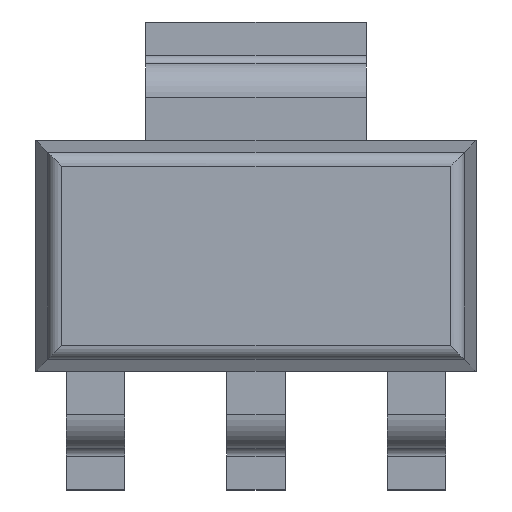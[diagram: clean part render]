
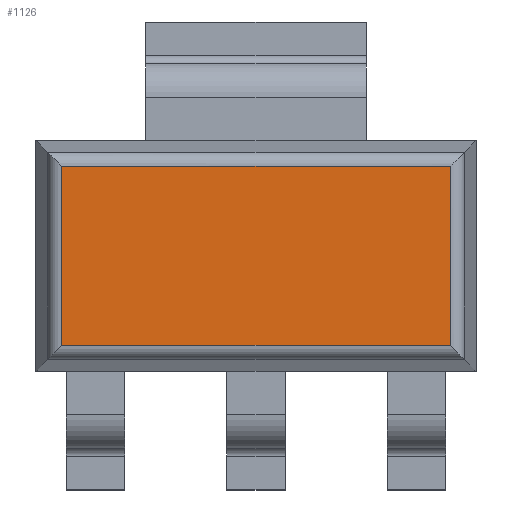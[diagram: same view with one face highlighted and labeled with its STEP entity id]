
A CAD part, top view. The second image highlights one B-rep face of the part: STEP entity #1126.
In plain terms, the highlighted planar face has unit normal (0, 0, 1).
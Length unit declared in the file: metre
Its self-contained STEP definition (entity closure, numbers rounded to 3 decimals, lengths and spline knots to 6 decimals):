
#108=ORIENTED_EDGE('',*,*,#432,.T.);
#109=ORIENTED_EDGE('',*,*,#433,.T.);
#110=ORIENTED_EDGE('',*,*,#434,.T.);
#111=ORIENTED_EDGE('',*,*,#435,.T.);
#432=EDGE_CURVE('',#592,#593,#700,.F.);
#433=EDGE_CURVE('',#593,#594,#701,.F.);
#434=EDGE_CURVE('',#594,#595,#702,.T.);
#435=EDGE_CURVE('',#595,#592,#703,.T.);
#592=VERTEX_POINT('',#1745);
#593=VERTEX_POINT('',#1746);
#594=VERTEX_POINT('',#1748);
#595=VERTEX_POINT('',#1750);
#700=LINE('',#1744,#824);
#701=LINE('',#1747,#825);
#702=LINE('',#1749,#826);
#703=LINE('',#1751,#827);
#824=VECTOR('',#1388,1.);
#825=VECTOR('',#1389,1.);
#826=VECTOR('',#1390,1.);
#827=VECTOR('',#1391,1.);
#940=EDGE_LOOP('',(#108,#109,#110,#111));
#1010=FACE_BOUND('',#940,.T.);
#1080=PLANE('',#1254);
#1126=ADVANCED_FACE('',(#1010),#1080,.T.);
#1254=AXIS2_PLACEMENT_3D('',#1743,#1386,#1387);
#1386=DIRECTION('',(0.,0.,1.));
#1387=DIRECTION('',(1.,0.,0.));
#1388=DIRECTION('',(0.,-1.,0.));
#1389=DIRECTION('',(1.,0.,0.));
#1390=DIRECTION('',(0.,-1.,0.));
#1391=DIRECTION('',(1.,0.,0.));
#1743=CARTESIAN_POINT('',(0.,0.,0.0018));
#1744=CARTESIAN_POINT('',(0.002783,0.,0.0018));
#1745=CARTESIAN_POINT('',(0.002783,-0.001283,0.0018));
#1746=CARTESIAN_POINT('',(0.002783,0.001283,0.0018));
#1747=CARTESIAN_POINT('',(0.,0.001283,0.0018));
#1748=CARTESIAN_POINT('',(-0.002783,0.001283,0.0018));
#1749=CARTESIAN_POINT('',(-0.002783,0.,0.0018));
#1750=CARTESIAN_POINT('',(-0.002783,-0.001283,0.0018));
#1751=CARTESIAN_POINT('',(0.,-0.001283,0.0018));
